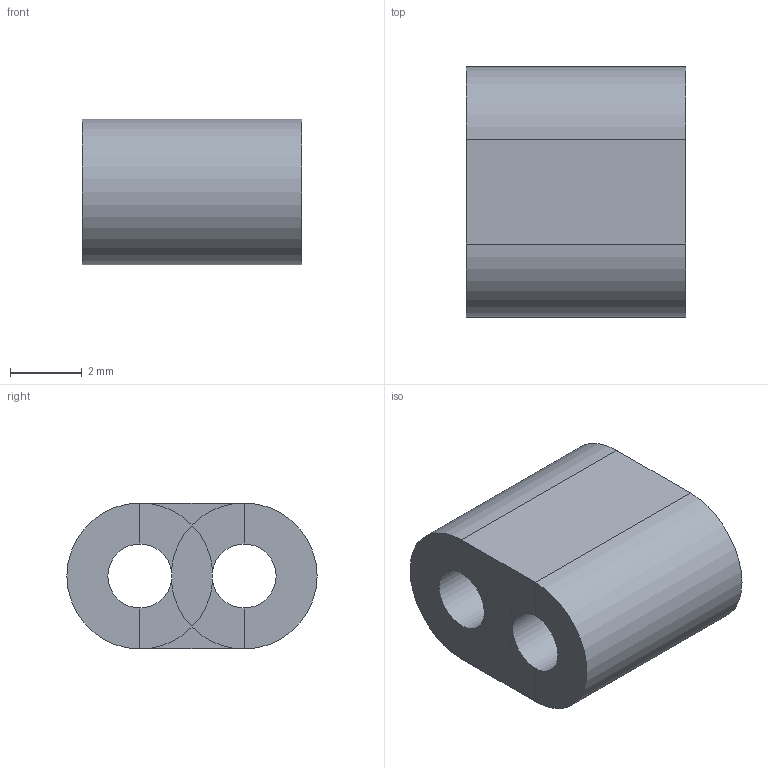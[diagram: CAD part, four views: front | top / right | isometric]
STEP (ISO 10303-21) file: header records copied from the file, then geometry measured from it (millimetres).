
FILE_DESCRIPTION(('FreeCAD Model'),'2;1');
FILE_NAME('Cut001.step', '2018-09-14T12:30:23',('kicad StepUp'),('ksu MCAD'), 'Open CASCADE STEP processor 7.2','FreeCAD','Unknown');
FILE_SCHEMA(('AUTOMOTIVE_DESIGN { 1 0 10303 214 1 1 1 1 }'));
Length unit declared in the file: millimetre
Products named in the file (1): Cut001
Bounding box: 6.1 x 6.96 x 4.06 mm (x, y, z)
Volume: 120.4 mm3; surface area: 220.9 mm2
Topology: 1 solids, 1 shells, 24 faces, 54 edges, 28 vertices
Faces by surface type: plane 20, cylinder 4
Full cylindrical faces by diameter (mm): 1.78 x2
Entity records: 850 total; most frequent: DIRECTION 140, ORIENTED_EDGE 108, CARTESIAN_POINT 107, AXIS2_PLACEMENT_3D 61, EDGE_CURVE 54, CIRCLE 36, VERTEX_POINT 28, ADVANCED_FACE 24
